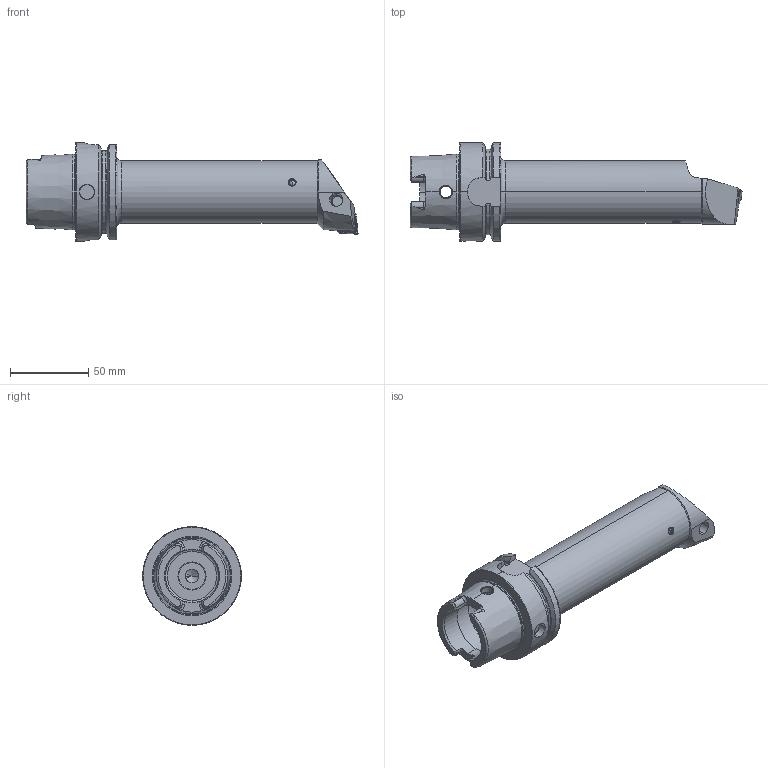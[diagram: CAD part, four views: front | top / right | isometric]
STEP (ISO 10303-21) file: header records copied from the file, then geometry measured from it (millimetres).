
FILE_DESCRIPTION (( 'STEP AP203' ), '1' );
FILE_NAME ('HA6-PCD.RLC.180.STEP', '2012-04-13T14:06:32', ( 'SwiAdmin' ), ( '' ), 'SwSTEP 2.0', 'SolidWorks 2012', '' );
FILE_SCHEMA (( 'CONFIG_CONTROL_DESIGN' ));
Length unit declared in the file: millimetre
Products named in the file (8): CNMG120404; WCD-ER2.101.003_A; WCD; WCD-ER3.101.000_A; WCD-ER4.101.017_A; KVT_MB_600_050; HA6-PCD.RLC.180_A; HA6-PCD.RLC.180
Assembly tree (7 placements, depth 3):
  HA6-PCD.RLC.180
    HA6-PCD.RLC.180_A
    KVT_MB_600_050
    WCD
      WCD-ER4.101.017_A
      WCD-ER3.101.000_A
    WCD-ER2.101.003_A
    CNMG120404
Bounding box: 211.9 x 63 x 63 mm (x, y, z)
Volume: 247876.2 mm3; surface area: 46655.6 mm2
Topology: 7 solids, 7 shells, 373 faces, 953 edges, 582 vertices
Faces by surface type: plane 117, cylinder 104, cone 97, torus 36, bspline 17, sphere 2
Entity records: 13704 total; most frequent: CARTESIAN_POINT 4257, ORIENTED_EDGE 1868, DIRECTION 1742, EDGE_CURVE 934, AXIS2_PLACEMENT_3D 675, VERTEX_POINT 579, EDGE_LOOP 393, LINE 392
